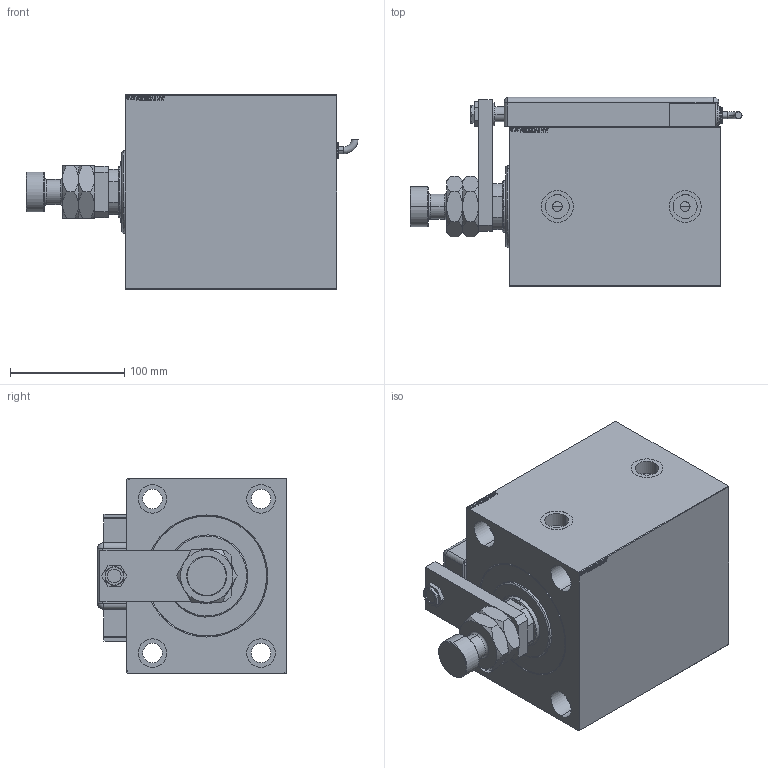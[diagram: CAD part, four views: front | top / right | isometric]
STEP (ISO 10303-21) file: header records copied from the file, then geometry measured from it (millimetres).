
FILE_DESCRIPTION (( 'STEP AP203' ), '1' );
FILE_NAME ('2042.STEP', '2024-02-12T07:40:18', ( '' ), ( '' ), 'SwSTEP 2.0', 'SolidWorks 2019', '' );
FILE_SCHEMA (( 'CONFIG_CONTROL_DESIGN' ));
Length unit declared in the file: millimetre
Products named in the file (14): V450CM_C_Body d2d8b3b93de2ed8bd6e2edc507d261df; TYC d2d8b3b93de2ed8bd6e2edc507d261df; V450CM_C_VCP d2d8b3b93de2ed8bd6e2edc507d261df; Q_T_W_MFA d2d8b3b93de2ed8bd6e2edc507d261df; ZARAZKA_Q d2d8b3b93de2ed8bd6e2edc507d261df; SWITCH DIM A_G d2d8b3b93de2ed8bd6e2edc507d261df; MAGNETIC SWITCH Q d2d8b3b93de2ed8bd6e2edc507d261df; SWITCH_Q_FRONT_BACK d2d8b3b93de2ed8bd6e2edc507d261df; SWITCH Q d2d8b3b93de2ed8bd6e2edc507d261df; 2042; KRYT d2d8b3b93de2ed8bd6e2edc507d261df; V450CM_VC_B d2d8b3b93de2ed8bd6e2edc507d261df; NUT_D13 d2d8b3b93de2ed8bd6e2edc507d261df; NUT_D19 d2d8b3b93de2ed8bd6e2edc507d261df
Assembly tree (14 placements, depth 3):
  2042
    V450CM_C_Body d2d8b3b93de2ed8bd6e2edc507d261df
    V450CM_C_VCP d2d8b3b93de2ed8bd6e2edc507d261df
    V450CM_VC_B d2d8b3b93de2ed8bd6e2edc507d261df
    MAGNETIC SWITCH Q d2d8b3b93de2ed8bd6e2edc507d261df
      SWITCH_Q_FRONT_BACK d2d8b3b93de2ed8bd6e2edc507d261df
      TYC d2d8b3b93de2ed8bd6e2edc507d261df
      ZARAZKA_Q d2d8b3b93de2ed8bd6e2edc507d261df
      SWITCH DIM A_G d2d8b3b93de2ed8bd6e2edc507d261df
      NUT_D19 d2d8b3b93de2ed8bd6e2edc507d261df
      NUT_D13 d2d8b3b93de2ed8bd6e2edc507d261df
      KRYT d2d8b3b93de2ed8bd6e2edc507d261df
      SWITCH Q d2d8b3b93de2ed8bd6e2edc507d261df  x2
    Q_T_W_MFA d2d8b3b93de2ed8bd6e2edc507d261df
Bounding box: 290.76 x 165.8 x 170 mm (x, y, z)
Volume: 3972299.7 mm3; surface area: 428334.4 mm2
Topology: 14 solids, 14 shells, 1301 faces, 3274 edges, 2149 vertices
Faces by surface type: plane 631, bspline 471, cylinder 121, cone 50, torus 26, sphere 2
Entity records: 61624 total; most frequent: CARTESIAN_POINT 32859, ORIENTED_EDGE 6352, DIRECTION 4088, EDGE_CURVE 3176, VERTEX_POINT 2089, VECTOR 1848, LINE 1848, EDGE_LOOP 1437
